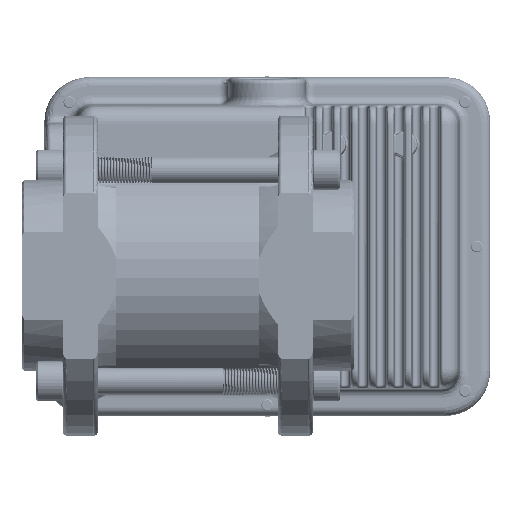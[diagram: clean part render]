
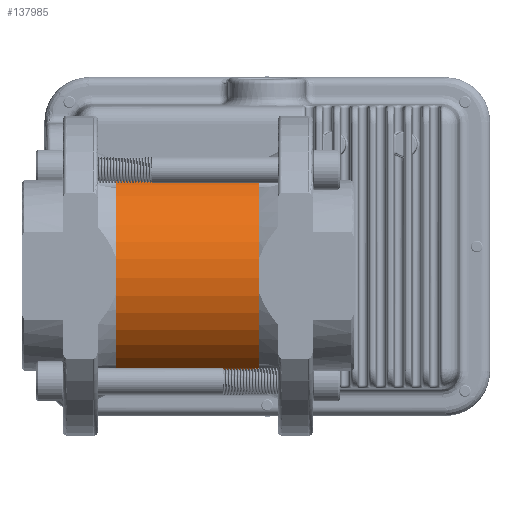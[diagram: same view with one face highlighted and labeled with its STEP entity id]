
A CAD part, front view. The second image highlights one B-rep face of the part: STEP entity #137985.
In plain terms, the highlighted cylindrical face has radius 37.922 mm (diameter 75.844 mm), a partial arc.
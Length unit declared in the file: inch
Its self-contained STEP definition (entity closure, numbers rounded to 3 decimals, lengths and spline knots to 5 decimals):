
#8501 = CARTESIAN_POINT ( 'NONE',  ( -1.125, 0., 0. ) ) ;
#10914 = CARTESIAN_POINT ( 'NONE',  ( 1.125, 0., 0. ) ) ;
#21226 = DIRECTION ( 'NONE',  ( 1., 0., 0. ) ) ;
#22584 = DIRECTION ( 'NONE',  ( 0., 0., -1. ) ) ;
#24995 = DIRECTION ( 'NONE',  ( -1., 0., 0. ) ) ;
#25005 = CARTESIAN_POINT ( 'NONE',  ( 1.125, -0.064, 1.49163 ) ) ;
#34636 = DIRECTION ( 'NONE',  ( -1., 0., 0. ) ) ;
#41403 = EDGE_CURVE ( 'NONE', #62184, #45569, #47432, .T. ) ;
#45569 = VERTEX_POINT ( 'NONE', #45622 ) ;
#45622 = CARTESIAN_POINT ( 'NONE',  ( -1.125, 1.391, -0.54237 ) ) ;
#46029 = CYLINDRICAL_SURFACE ( 'NONE', #141725, 1.493 ) ;
#46616 = EDGE_LOOP ( 'NONE', ( #131417, #130297, #171103, #93685 ) ) ;
#47432 = LINE ( 'NONE', #132747, #159424 ) ;
#62184 = VERTEX_POINT ( 'NONE', #94251 ) ;
#67964 = EDGE_CURVE ( 'NONE', #145175, #62184, #68921, .T. ) ;
#68921 = CIRCLE ( 'NONE', #89147, 1.493 ) ;
#87080 = LINE ( 'NONE', #25005, #157350 ) ;
#89147 = AXIS2_PLACEMENT_3D ( 'NONE', #105220, #21226, #119302 ) ;
#93289 = CARTESIAN_POINT ( 'NONE',  ( 1.125, -0.064, 1.49163 ) ) ;
#93685 = ORIENTED_EDGE ( 'NONE', *, *, #41403, .F. ) ;
#94251 = CARTESIAN_POINT ( 'NONE',  ( 1.125, 1.391, -0.54237 ) ) ;
#95512 = DIRECTION ( 'NONE',  ( -1., 0., 0. ) ) ;
#102474 = CARTESIAN_POINT ( 'NONE',  ( -1.125, -0.064, 1.49163 ) ) ;
#105220 = CARTESIAN_POINT ( 'NONE',  ( 1.125, 0., 0. ) ) ;
#106566 = DIRECTION ( 'NONE',  ( 1., 0., 0. ) ) ;
#107769 = DIRECTION ( 'NONE',  ( 0., 0., 1. ) ) ;
#119302 = DIRECTION ( 'NONE',  ( 0., 0., -1. ) ) ;
#120647 = FACE_OUTER_BOUND ( 'NONE', #46616, .T. ) ;
#120660 = EDGE_CURVE ( 'NONE', #145175, #124922, #87080, .T. ) ;
#124922 = VERTEX_POINT ( 'NONE', #102474 ) ;
#130297 = ORIENTED_EDGE ( 'NONE', *, *, #120660, .T. ) ;
#131417 = ORIENTED_EDGE ( 'NONE', *, *, #67964, .F. ) ;
#132747 = CARTESIAN_POINT ( 'NONE',  ( 1.125, 1.391, -0.54237 ) ) ;
#137985 = ADVANCED_FACE ( 'NONE', ( #120647 ), #46029, .T. ) ;
#141725 = AXIS2_PLACEMENT_3D ( 'NONE', #10914, #24995, #107769 ) ;
#145175 = VERTEX_POINT ( 'NONE', #93289 ) ;
#157350 = VECTOR ( 'NONE', #95512, 39.37008 ) ;
#159424 = VECTOR ( 'NONE', #34636, 39.37008 ) ;
#159985 = CIRCLE ( 'NONE', #161549, 1.493 ) ;
#161549 = AXIS2_PLACEMENT_3D ( 'NONE', #8501, #106566, #22584 ) ;
#170939 = EDGE_CURVE ( 'NONE', #124922, #45569, #159985, .T. ) ;
#171103 = ORIENTED_EDGE ( 'NONE', *, *, #170939, .T. ) ;
